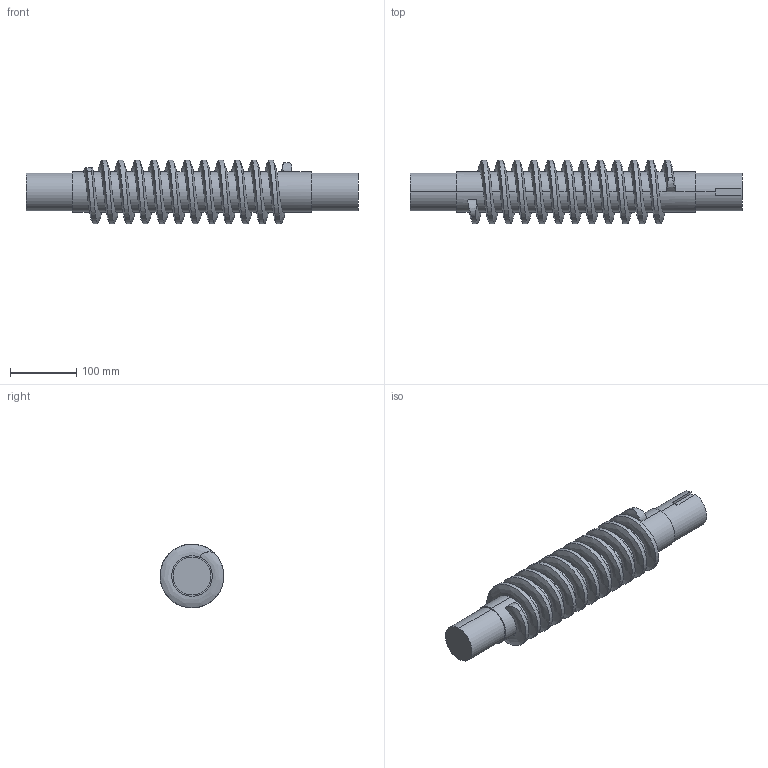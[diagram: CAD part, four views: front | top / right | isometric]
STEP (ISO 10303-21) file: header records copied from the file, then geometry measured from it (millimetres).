
FILE_DESCRIPTION (( 'STEP AP214' ), '1' );
FILE_NAME ('Worm.STEP', '2025-09-06T22:02:09', ( '' ), ( '' ), 'SwSTEP 2.0', 'SolidWorks 2022', '' );
FILE_SCHEMA (( 'AUTOMOTIVE_DESIGN' ));
Length unit declared in the file: millimetre
Products named in the file (1): Worm
Bounding box: 500 x 95.99 x 95.99 mm (x, y, z)
Volume: 1995834.9 mm3; surface area: 202337.2 mm2
Topology: 1 solids, 1 shells, 42 faces, 112 edges, 74 vertices
Faces by surface type: cylinder 29, plane 8, bspline 5
Entity records: 8202 total; most frequent: CARTESIAN_POINT 7291, ORIENTED_EDGE 224, DIRECTION 144, EDGE_CURVE 112, VERTEX_POINT 74, AXIS2_PLACEMENT_3D 52, EDGE_LOOP 44, ADVANCED_FACE 42
